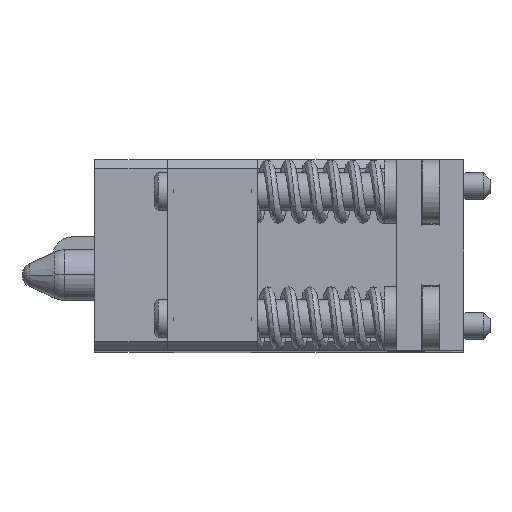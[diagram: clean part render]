
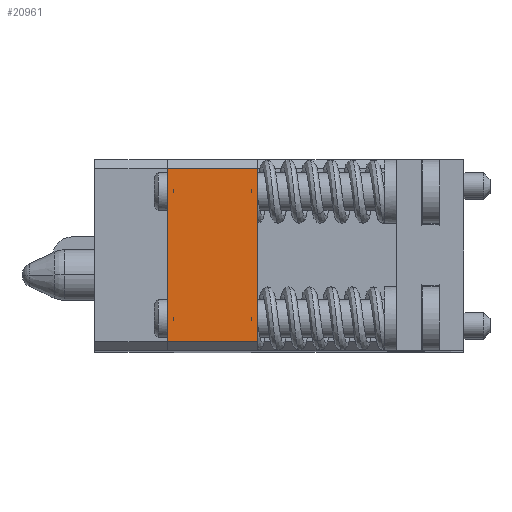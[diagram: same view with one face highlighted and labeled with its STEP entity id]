
A CAD part, top view. The second image highlights one B-rep face of the part: STEP entity #20961.
In plain terms, the highlighted planar face has unit normal (0, 0, 1).
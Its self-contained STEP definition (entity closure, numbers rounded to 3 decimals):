
#2803=DIRECTION('',(-1.,0.,0.));
#2804=VECTOR('',#2803,7.132);
#2805=CARTESIAN_POINT('',(-1.184,6.816,43.966));
#2806=LINE('',#2805,#2804);
#2807=DIRECTION('',(0.,-1.,0.));
#2808=VECTOR('',#2807,13.632);
#2809=CARTESIAN_POINT('',(-1.184,6.816,43.966));
#2810=LINE('',#2809,#2808);
#2811=DIRECTION('',(1.,0.,0.));
#2812=VECTOR('',#2811,7.132);
#2813=CARTESIAN_POINT('',(-8.316,-6.816,43.966));
#2814=LINE('',#2813,#2812);
#2815=DIRECTION('',(0.,1.,0.));
#2816=VECTOR('',#2815,13.632);
#2817=CARTESIAN_POINT('',(-8.316,-6.816,43.966));
#2818=LINE('',#2817,#2816);
#17047=CARTESIAN_POINT('',(-8.316,6.816,43.966));
#17049=VERTEX_POINT('',#17047);
#17053=CARTESIAN_POINT('',(-1.184,6.816,43.966));
#17054=VERTEX_POINT('',#17053);
#17055=CARTESIAN_POINT('',(-1.184,-6.816,43.966));
#17057=VERTEX_POINT('',#17055);
#17061=CARTESIAN_POINT('',(-8.316,-6.816,43.966));
#17062=VERTEX_POINT('',#17061);
#20950=CARTESIAN_POINT('',(13.99,0.,43.966));
#20951=DIRECTION('',(0.,0.,-1.));
#20952=DIRECTION('',(0.,1.,0.));
#20953=AXIS2_PLACEMENT_3D('',#20950,#20951,#20952);
#20954=PLANE('',#20953);
#20955=ORIENTED_EDGE('',*,*,#20945,.F.);
#20956=ORIENTED_EDGE('',*,*,#20089,.T.);
#20957=ORIENTED_EDGE('',*,*,#20066,.F.);
#20958=ORIENTED_EDGE('',*,*,#20861,.T.);
#20959=EDGE_LOOP('',(#20955,#20956,#20957,#20958));
#20960=FACE_OUTER_BOUND('',#20959,.F.);
#20961=ADVANCED_FACE('',(#20960),#20954,.F.);
#20066=EDGE_CURVE('',#17062,#17057,#2814,.T.);
#20089=EDGE_CURVE('',#17054,#17057,#2810,.T.);
#20861=EDGE_CURVE('',#17062,#17049,#2818,.T.);
#20945=EDGE_CURVE('',#17054,#17049,#2806,.T.);
